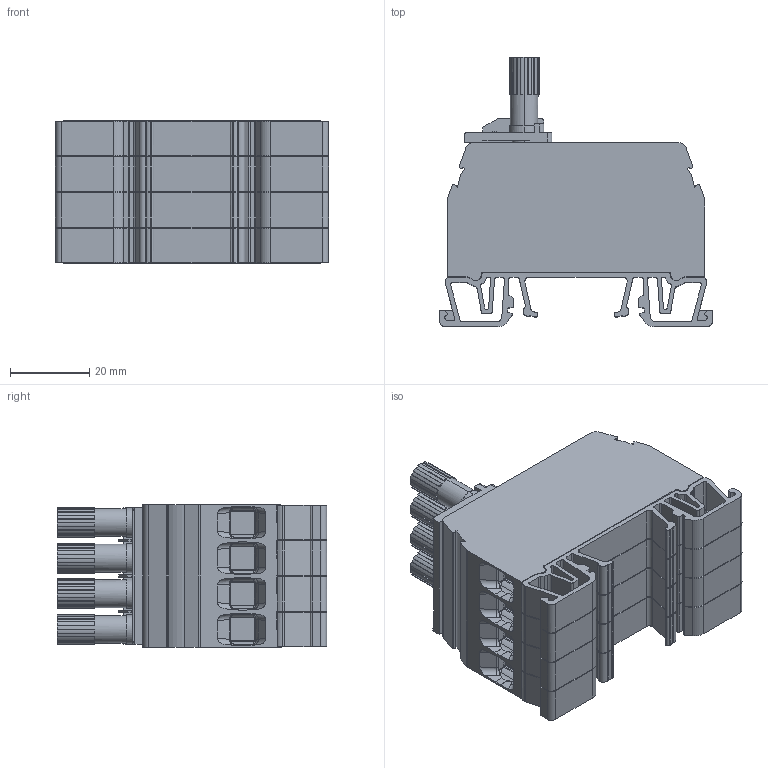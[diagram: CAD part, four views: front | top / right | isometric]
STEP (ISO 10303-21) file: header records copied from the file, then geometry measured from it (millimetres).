
FILE_DESCRIPTION (( 'STEP AP203' ), '1' );
FILE_NAME ('MRK Test Klemens - 10''luk Kovan ve Üst Köprü.STEP', '2020-03-19T07:52:48', ( '' ), ( '' ), 'SwSTEP 2.0', 'SolidWorks 2011', '' );
FILE_SCHEMA (( 'CONFIG_CONTROL_DESIGN' ));
Products named in the file (1): MRK Test Klemens - 10''luk Kovan ve Üst Köprü
Bounding box: 69 x 68.1 x 36 mm (x, y, z)
Surface area: 38415.9 mm2 (no closed solid volume)
Topology: 0 solids, 1 shells, 2471 faces, 6908 edges, 4469 vertices
Faces by surface type: plane 1206, cylinder 929, bspline 328, cone 8
Entity records: 94026 total; most frequent: CARTESIAN_POINT 36408, ORIENTED_EDGE 13792, DIRECTION 9266, EDGE_CURVE 6908, VERTEX_POINT 4469, LINE 3710, VECTOR 3710, AXIS2_PLACEMENT_3D 2778
